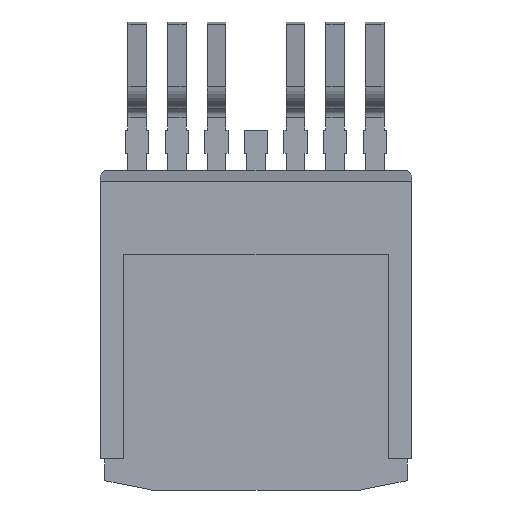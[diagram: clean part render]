
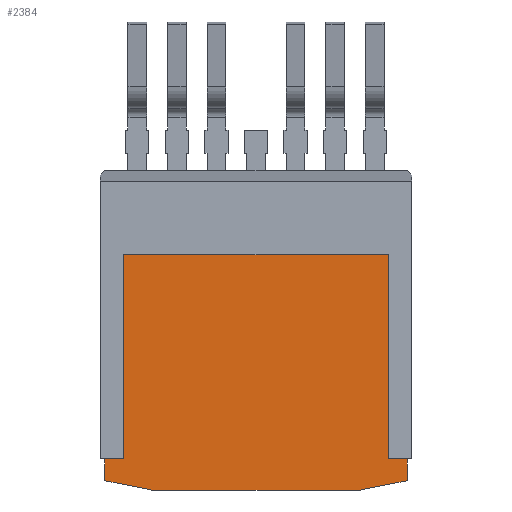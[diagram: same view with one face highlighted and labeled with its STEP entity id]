
A CAD part, front view. The second image highlights one B-rep face of the part: STEP entity #2384.
In plain terms, the highlighted planar face has unit normal (0, -1, 0).
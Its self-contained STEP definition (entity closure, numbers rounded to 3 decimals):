
#13 = EDGE_CURVE ( 'NONE', #3950, #4279, #1688, .T. ) ;
#262 = EDGE_CURVE ( 'NONE', #5320, #3950, #2397, .T. ) ;
#327 = CARTESIAN_POINT ( 'NONE',  ( -4.25, 0., 0. ) ) ;
#352 = FACE_OUTER_BOUND ( 'NONE', #3883, .T. ) ;
#409 = CARTESIAN_POINT ( 'NONE',  ( -4.25, 0., -6.5 ) ) ;
#456 = VECTOR ( 'NONE', #4739, 1000. ) ;
#469 = CARTESIAN_POINT ( 'NONE',  ( -1.571, 0., -7.856 ) ) ;
#483 = EDGE_CURVE ( 'NONE', #4608, #1244, #4231, .T. ) ;
#487 = VERTEX_POINT ( 'NONE', #2008 ) ;
#506 = DIRECTION ( 'NONE',  ( 0., 1., 0. ) ) ;
#507 = ORIENTED_EDGE ( 'NONE', *, *, #483, .F. ) ;
#513 = ORIENTED_EDGE ( 'NONE', *, *, #1832, .T. ) ;
#740 = ORIENTED_EDGE ( 'NONE', *, *, #2383, .T. ) ;
#828 = LINE ( 'NONE', #4200, #4406 ) ;
#854 = DIRECTION ( 'NONE',  ( 0., 0., -1. ) ) ;
#878 = DIRECTION ( 'NONE',  ( 0., 0., 1. ) ) ;
#1057 = EDGE_CURVE ( 'NONE', #5027, #1509, #2991, .T. ) ;
#1062 = ORIENTED_EDGE ( 'NONE', *, *, #1765, .F. ) ;
#1144 = ORIENTED_EDGE ( 'NONE', *, *, #262, .T. ) ;
#1145 = CARTESIAN_POINT ( 'NONE',  ( 0., 0., 0.05 ) ) ;
#1244 = VERTEX_POINT ( 'NONE', #5177 ) ;
#1297 = EDGE_CURVE ( 'NONE', #1509, #1386, #2210, .T. ) ;
#1386 = VERTEX_POINT ( 'NONE', #4481 ) ;
#1413 = CARTESIAN_POINT ( 'NONE',  ( 4.85, 0., -7.2 ) ) ;
#1509 = VERTEX_POINT ( 'NONE', #409 ) ;
#1556 = DIRECTION ( 'NONE',  ( 0., 0., 1. ) ) ;
#1688 = LINE ( 'NONE', #4129, #4869 ) ;
#1765 = EDGE_CURVE ( 'NONE', #5320, #4608, #5114, .T. ) ;
#1832 = EDGE_CURVE ( 'NONE', #5027, #487, #828, .T. ) ;
#1844 = LINE ( 'NONE', #1145, #4511 ) ;
#1850 = DIRECTION ( 'NONE',  ( -1., 0., 0. ) ) ;
#1971 = ORIENTED_EDGE ( 'NONE', *, *, #4407, .T. ) ;
#1973 = VECTOR ( 'NONE', #2153, 1000. ) ;
#2001 = CARTESIAN_POINT ( 'NONE',  ( -3.35, 0., -7.5 ) ) ;
#2008 = CARTESIAN_POINT ( 'NONE',  ( -4.85, 0., -7.2 ) ) ;
#2021 = DIRECTION ( 'NONE',  ( 1., 0., 0. ) ) ;
#2153 = DIRECTION ( 'NONE',  ( 0.981, 0., -0.196 ) ) ;
#2210 = LINE ( 'NONE', #327, #2336 ) ;
#2221 = CARTESIAN_POINT ( 'NONE',  ( 0., 0., -6.5 ) ) ;
#2234 = VERTEX_POINT ( 'NONE', #2001 ) ;
#2239 = LINE ( 'NONE', #469, #1973 ) ;
#2336 = VECTOR ( 'NONE', #1556, 1000. ) ;
#2337 = EDGE_CURVE ( 'NONE', #1386, #4279, #1844, .T. ) ;
#2383 = EDGE_CURVE ( 'NONE', #487, #2234, #2239, .T. ) ;
#2384 = ADVANCED_FACE ( 'NONE', ( #352 ), #4661, .F. ) ;
#2397 = LINE ( 'NONE', #3492, #4551 ) ;
#2461 = DIRECTION ( 'NONE',  ( -0.981, 0., -0.196 ) ) ;
#2486 = CARTESIAN_POINT ( 'NONE',  ( 4.25, 0., 0.05 ) ) ;
#2539 = DIRECTION ( 'NONE',  ( 0., 0., -1. ) ) ;
#2736 = CARTESIAN_POINT ( 'NONE',  ( -4.85, 0., -6.5 ) ) ;
#2818 = ORIENTED_EDGE ( 'NONE', *, *, #2337, .F. ) ;
#2991 = LINE ( 'NONE', #2221, #456 ) ;
#3155 = LINE ( 'NONE', #5093, #5219 ) ;
#3159 = CARTESIAN_POINT ( 'NONE',  ( 1.571, 0., -7.856 ) ) ;
#3313 = CARTESIAN_POINT ( 'NONE',  ( 4.85, 0., -6.5 ) ) ;
#3369 = CARTESIAN_POINT ( 'NONE',  ( 0., 0., 0. ) ) ;
#3492 = CARTESIAN_POINT ( 'NONE',  ( 0., 0., -6.5 ) ) ;
#3883 = EDGE_LOOP ( 'NONE', ( #1144, #4691, #2818, #5329, #4400, #513, #740, #1971, #507, #1062 ) ) ;
#3950 = VERTEX_POINT ( 'NONE', #3990 ) ;
#3990 = CARTESIAN_POINT ( 'NONE',  ( 4.25, 0., -6.5 ) ) ;
#4129 = CARTESIAN_POINT ( 'NONE',  ( 4.25, 0., 0. ) ) ;
#4200 = CARTESIAN_POINT ( 'NONE',  ( -4.85, 0., 0. ) ) ;
#4231 = LINE ( 'NONE', #3159, #5184 ) ;
#4279 = VERTEX_POINT ( 'NONE', #2486 ) ;
#4400 = ORIENTED_EDGE ( 'NONE', *, *, #1057, .F. ) ;
#4406 = VECTOR ( 'NONE', #854, 1000. ) ;
#4407 = EDGE_CURVE ( 'NONE', #2234, #1244, #3155, .T. ) ;
#4481 = CARTESIAN_POINT ( 'NONE',  ( -4.25, 0., 0.05 ) ) ;
#4511 = VECTOR ( 'NONE', #2021, 1000. ) ;
#4551 = VECTOR ( 'NONE', #1850, 1000. ) ;
#4608 = VERTEX_POINT ( 'NONE', #1413 ) ;
#4623 = CARTESIAN_POINT ( 'NONE',  ( 4.85, 0., 0. ) ) ;
#4661 = PLANE ( 'NONE',  #4751 ) ;
#4675 = DIRECTION ( 'NONE',  ( 1., 0., 0. ) ) ;
#4691 = ORIENTED_EDGE ( 'NONE', *, *, #13, .T. ) ;
#4739 = DIRECTION ( 'NONE',  ( 1., 0., 0. ) ) ;
#4751 = AXIS2_PLACEMENT_3D ( 'NONE', #3369, #506, #878 ) ;
#4853 = VECTOR ( 'NONE', #2539, 1000. ) ;
#4869 = VECTOR ( 'NONE', #5317, 1000. ) ;
#5027 = VERTEX_POINT ( 'NONE', #2736 ) ;
#5093 = CARTESIAN_POINT ( 'NONE',  ( 0., 0., -7.5 ) ) ;
#5114 = LINE ( 'NONE', #4623, #4853 ) ;
#5177 = CARTESIAN_POINT ( 'NONE',  ( 3.35, 0., -7.5 ) ) ;
#5184 = VECTOR ( 'NONE', #2461, 1000. ) ;
#5219 = VECTOR ( 'NONE', #4675, 1000. ) ;
#5317 = DIRECTION ( 'NONE',  ( 0., 0., 1. ) ) ;
#5320 = VERTEX_POINT ( 'NONE', #3313 ) ;
#5329 = ORIENTED_EDGE ( 'NONE', *, *, #1297, .F. ) ;
